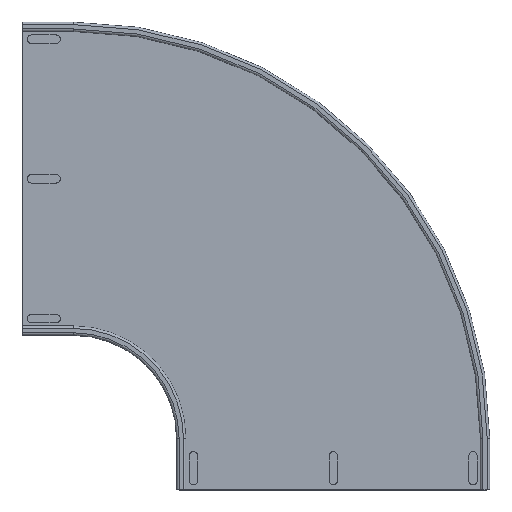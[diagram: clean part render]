
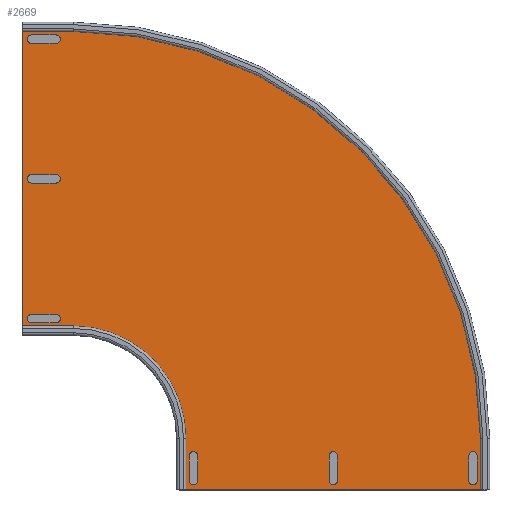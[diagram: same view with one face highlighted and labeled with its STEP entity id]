
A CAD part, top view. The second image highlights one B-rep face of the part: STEP entity #2669.
In plain terms, the highlighted planar face has unit normal (0, 0, 1).
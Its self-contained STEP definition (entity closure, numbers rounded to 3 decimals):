
#162=PLANE('',#2939);
#293=FACE_OUTER_BOUND('',#443,.T.);
#443=EDGE_LOOP('',(#2294,#2295,#2296,#2297,#2298,#2299,#2300,#2301));
#494=LINE('',#3980,#706);
#565=LINE('',#4220,#777);
#569=LINE('',#4225,#781);
#579=LINE('',#4312,#791);
#645=LINE('',#4518,#857);
#646=LINE('',#4520,#858);
#706=VECTOR('',#3074,1.);
#777=VECTOR('',#3313,1.);
#781=VECTOR('',#3319,1.);
#791=VECTOR('',#3437,1.);
#857=VECTOR('',#3653,1.);
#858=VECTOR('',#3656,1.);
#999=CIRCLE('',#2861,102.9);
#1036=CIRCLE('',#2940,399.498);
#1115=VERTEX_POINT('',#3977);
#1116=VERTEX_POINT('',#3979);
#1200=VERTEX_POINT('',#4216);
#1201=VERTEX_POINT('',#4218);
#1223=VERTEX_POINT('',#4307);
#1224=VERTEX_POINT('',#4311);
#1288=VERTEX_POINT('',#4514);
#1289=VERTEX_POINT('',#4516);
#1403=EDGE_CURVE('',#1115,#1116,#494,.T.);
#1521=EDGE_CURVE('',#1200,#1201,#565,.T.);
#1525=EDGE_CURVE('',#1200,#1115,#569,.T.);
#1568=EDGE_CURVE('',#1223,#1116,#999,.T.);
#1569=EDGE_CURVE('',#1223,#1224,#579,.T.);
#1671=EDGE_CURVE('',#1288,#1289,#645,.T.);
#1672=EDGE_CURVE('',#1289,#1224,#646,.T.);
#1676=EDGE_CURVE('',#1288,#1201,#1036,.T.);
#2294=ORIENTED_EDGE('',*,*,#1676,.F.);
#2295=ORIENTED_EDGE('',*,*,#1671,.T.);
#2296=ORIENTED_EDGE('',*,*,#1672,.T.);
#2297=ORIENTED_EDGE('',*,*,#1569,.F.);
#2298=ORIENTED_EDGE('',*,*,#1568,.T.);
#2299=ORIENTED_EDGE('',*,*,#1403,.F.);
#2300=ORIENTED_EDGE('',*,*,#1525,.F.);
#2301=ORIENTED_EDGE('',*,*,#1521,.T.);
#2669=ADVANCED_FACE('',(#293),#162,.T.);
#2861=AXIS2_PLACEMENT_3D('',#4309,#3433,#3434);
#2939=AXIS2_PLACEMENT_3D('',#4524,#3660,#3661);
#2940=AXIS2_PLACEMENT_3D('',#4525,#3662,#3663);
#3074=DIRECTION('',(0.,1.,0.));
#3313=DIRECTION('',(0.,1.,0.));
#3319=DIRECTION('',(-1.,0.,0.));
#3433=DIRECTION('center_axis',(0.,0.,
-1.));
#3434=DIRECTION('ref_axis',(0.,1.,0.));
#3437=DIRECTION('',(-1.,0.,0.));
#3653=DIRECTION('',(-1.,0.,0.));
#3656=DIRECTION('',(0.,-1.,0.));
#3660=DIRECTION('center_axis',(0.,0.,1.));
#3661=DIRECTION('ref_axis',(1.,0.,0.));
#3662=DIRECTION('center_axis',(0.,0.,
-1.));
#3663=DIRECTION('ref_axis',(0.,1.,0.));
#3977=CARTESIAN_POINT('',(162.629,-141.069,0.9));
#3979=CARTESIAN_POINT('',(162.629,-91.769,0.9));
#3980=CARTESIAN_POINT('',(162.629,-141.069,0.9));
#4216=CARTESIAN_POINT('',(459.226,-141.069,0.9));
#4218=CARTESIAN_POINT('',(459.226,-91.769,0.9));
#4220=CARTESIAN_POINT('',(459.226,-141.069,0.9));
#4225=CARTESIAN_POINT('',(410.928,-141.069,0.9));
#4307=CARTESIAN_POINT('',(59.729,11.131,0.9));
#4309=CARTESIAN_POINT('Origin',(59.729,-91.769,0.9));
#4311=CARTESIAN_POINT('',(10.429,11.131,0.9));
#4312=CARTESIAN_POINT('',(59.729,11.131,0.9));
#4514=CARTESIAN_POINT('',(59.729,307.729,0.9));
#4516=CARTESIAN_POINT('',(10.429,307.729,0.9));
#4518=CARTESIAN_POINT('',(59.729,307.729,0.9));
#4520=CARTESIAN_POINT('',(10.429,259.43,0.9));
#4524=CARTESIAN_POINT('Origin',(59.729,307.729,0.9));
#4525=CARTESIAN_POINT('Origin',(59.729,-91.769,0.9));
